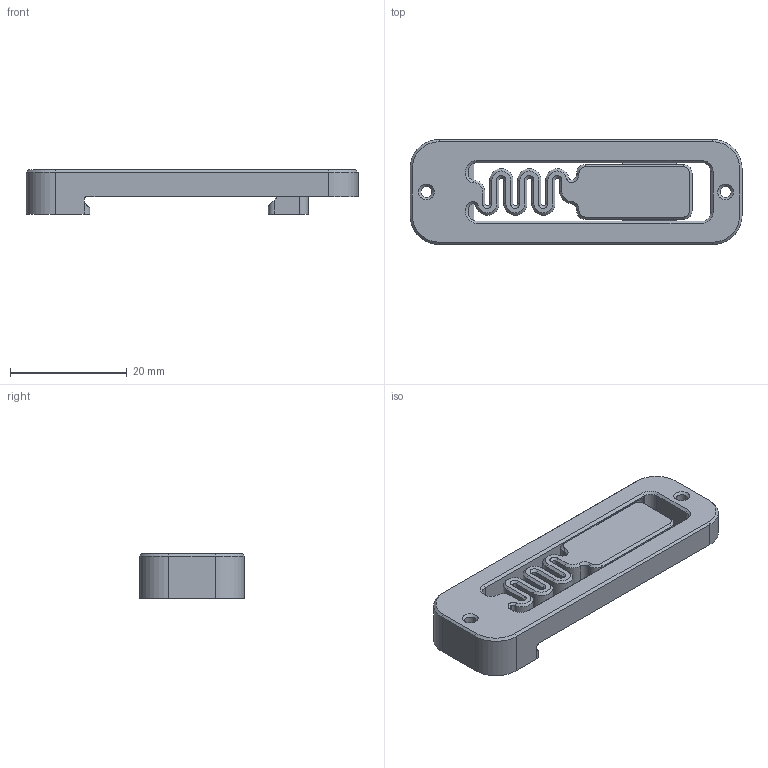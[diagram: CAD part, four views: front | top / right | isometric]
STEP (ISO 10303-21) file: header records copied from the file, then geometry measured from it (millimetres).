
FILE_DESCRIPTION(/* description */ (''),/* implementation_level */ '2;1');
FILE_NAME(/* name */ '5fb98a2967e3581947f7da69',/* time_stamp */ '2020-11-21T21:44:10+00:00',/* author */ (''),/* organization */ (''),/* preprocessor_version */ 'ST-DEVELOPER v16.7',/* originating_system */ $,/* authorisation */ $);
FILE_SCHEMA (('AUTOMOTIVE_DESIGN {1 0 10303 214 3 1 1}'));
Length unit declared in the file: metre
Products named in the file (1): SKR 1.3 Bracket-214.step
Bounding box: 56.9 x 18 x 7.6 mm (x, y, z)
Volume: 4449 mm3; surface area: 3740.6 mm2
Topology: 1 solids, 1 shells, 158 faces, 397 edges, 244 vertices
Faces by surface type: plane 73, cylinder 51, cone 34
Full cylindrical faces by diameter (mm): 1.9 x2
Entity records: 4725 total; most frequent: DIRECTION 843, CARTESIAN_POINT 814, ORIENTED_EDGE 794, EDGE_CURVE 397, AXIS2_PLACEMENT_3D 291, LINE 261, VECTOR 261, VERTEX_POINT 244
